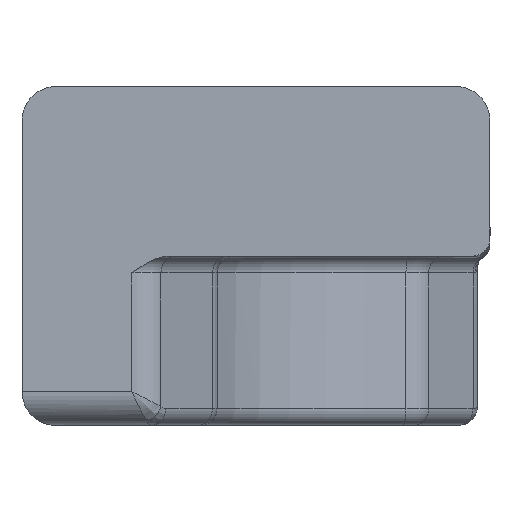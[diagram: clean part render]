
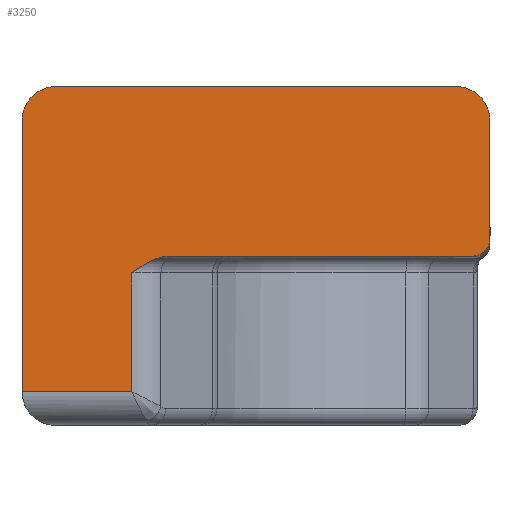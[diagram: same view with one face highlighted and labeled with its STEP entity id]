
A CAD part, front view. The second image highlights one B-rep face of the part: STEP entity #3250.
In plain terms, the highlighted planar face has unit normal (0, -1, 0).
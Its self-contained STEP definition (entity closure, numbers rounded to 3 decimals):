
#13 = CARTESIAN_POINT ( 'NONE',  ( 57.5, 0., 18.5 ) ) ;
#15 = EDGE_LOOP ( 'NONE', ( #2858, #3179, #3479, #3113, #312, #3408, #1008, #384, #471, #167 ) ) ;
#142 = CARTESIAN_POINT ( 'NONE',  ( 10.188, 0., 15.399 ) ) ;
#167 = ORIENTED_EDGE ( 'NONE', *, *, #1733, .T. ) ;
#181 = VERTEX_POINT ( 'NONE', #1902 ) ;
#215 = VERTEX_POINT ( 'NONE', #490 ) ;
#261 = EDGE_CURVE ( 'NONE', #348, #334, #3088, .T. ) ;
#266 = VECTOR ( 'NONE', #3171, 1000. ) ;
#282 = VERTEX_POINT ( 'NONE', #799 ) ;
#309 = CARTESIAN_POINT ( 'NONE',  ( 10., 0., -4. ) ) ;
#312 = ORIENTED_EDGE ( 'NONE', *, *, #2279, .F. ) ;
#334 = VERTEX_POINT ( 'NONE', #882 ) ;
#348 = VERTEX_POINT ( 'NONE', #2304 ) ;
#384 = ORIENTED_EDGE ( 'NONE', *, *, #493, .T. ) ;
#419 = CARTESIAN_POINT ( 'NONE',  ( 9.954, 0., 15.289 ) ) ;
#427 = DIRECTION ( 'NONE',  ( 0., -1., 0. ) ) ;
#453 = LINE ( 'NONE', #1525, #266 ) ;
#471 = ORIENTED_EDGE ( 'NONE', *, *, #2790, .T. ) ;
#473 = CIRCLE ( 'NONE', #1693, 5. ) ;
#490 = CARTESIAN_POINT ( 'NONE',  ( 7.113, 0., 13.5 ) ) ;
#493 = EDGE_CURVE ( 'NONE', #2229, #2153, #1188, .T. ) ;
#534 = FACE_OUTER_BOUND ( 'NONE', #15, .T. ) ;
#668 = CARTESIAN_POINT ( 'NONE',  ( 7.113, 0., -4. ) ) ;
#729 = CARTESIAN_POINT ( 'NONE',  ( 60., 0., 16. ) ) ;
#799 = CARTESIAN_POINT ( 'NONE',  ( 55., 0., 41. ) ) ;
#822 = DIRECTION ( 'NONE',  ( 0., 1., 0. ) ) ;
#882 = CARTESIAN_POINT ( 'NONE',  ( -9.053, 0., 36. ) ) ;
#1001 = CARTESIAN_POINT ( 'NONE',  ( 12.703, 0., 16. ) ) ;
#1008 = ORIENTED_EDGE ( 'NONE', *, *, #2658, .F. ) ;
#1032 = LINE ( 'NONE', #2159, #2671 ) ;
#1057 = EDGE_CURVE ( 'NONE', #181, #282, #473, .T. ) ;
#1059 = CARTESIAN_POINT ( 'NONE',  ( 60., 0., 18.5 ) ) ;
#1128 = AXIS2_PLACEMENT_3D ( 'NONE', #13, #1425, #2548 ) ;
#1151 = DIRECTION ( 'NONE',  ( -1., 0., 0. ) ) ;
#1188 = LINE ( 'NONE', #309, #2538 ) ;
#1242 = CARTESIAN_POINT ( 'NONE',  ( 10.914, 0., 15.688 ) ) ;
#1284 = CARTESIAN_POINT ( 'NONE',  ( 8.807, 0., 14.699 ) ) ;
#1341 = CARTESIAN_POINT ( 'NONE',  ( 55., 0., 36. ) ) ;
#1425 = DIRECTION ( 'NONE',  ( 0., -1., 0. ) ) ;
#1477 = CIRCLE ( 'NONE', #1128, 2.5 ) ;
#1525 = CARTESIAN_POINT ( 'NONE',  ( -10., 0., 41. ) ) ;
#1682 = VERTEX_POINT ( 'NONE', #2806 ) ;
#1687 = CARTESIAN_POINT ( 'NONE',  ( 7.113, 0., 13.5 ) ) ;
#1693 = AXIS2_PLACEMENT_3D ( 'NONE', #1341, #1935, #1151 ) ;
#1733 = EDGE_CURVE ( 'NONE', #215, #1757, #3333, .T. ) ;
#1757 = VERTEX_POINT ( 'NONE', #1001 ) ;
#1902 = CARTESIAN_POINT ( 'NONE',  ( 60., 0., 36. ) ) ;
#1919 = CARTESIAN_POINT ( 'NONE',  ( -9.053, 0., -9. ) ) ;
#1935 = DIRECTION ( 'NONE',  ( 0., -1., 0. ) ) ;
#1945 = DIRECTION ( 'NONE',  ( -1., 0., 0. ) ) ;
#1949 = DIRECTION ( 'NONE',  ( 0., 0., 1. ) ) ;
#2006 = LINE ( 'NONE', #3133, #3089 ) ;
#2081 = AXIS2_PLACEMENT_3D ( 'NONE', #3299, #427, #2457 ) ;
#2153 = VERTEX_POINT ( 'NONE', #668 ) ;
#2159 = CARTESIAN_POINT ( 'NONE',  ( 60., 0., 16. ) ) ;
#2188 = AXIS2_PLACEMENT_3D ( 'NONE', #3349, #822, #1945 ) ;
#2229 = VERTEX_POINT ( 'NONE', #3502 ) ;
#2279 = EDGE_CURVE ( 'NONE', #348, #282, #453, .T. ) ;
#2304 = CARTESIAN_POINT ( 'NONE',  ( -4.053, 0., 41. ) ) ;
#2365 = CARTESIAN_POINT ( 'NONE',  ( 12.703, 0., 16. ) ) ;
#2427 = CARTESIAN_POINT ( 'NONE',  ( 11.665, 0., 15.91 ) ) ;
#2442 = VECTOR ( 'NONE', #1949, 1000. ) ;
#2457 = DIRECTION ( 'NONE',  ( -1., 0., 0. ) ) ;
#2538 = VECTOR ( 'NONE', #2603, 1000. ) ;
#2548 = DIRECTION ( 'NONE',  ( -1., 0., 0. ) ) ;
#2580 = DIRECTION ( 'NONE',  ( 0., 0., 1. ) ) ;
#2603 = DIRECTION ( 'NONE',  ( 1., 0., 0. ) ) ;
#2658 = EDGE_CURVE ( 'NONE', #2229, #334, #3095, .T. ) ;
#2671 = VECTOR ( 'NONE', #3279, 1000. ) ;
#2790 = EDGE_CURVE ( 'NONE', #2153, #215, #2006, .T. ) ;
#2806 = CARTESIAN_POINT ( 'NONE',  ( 57.5, 0., 16. ) ) ;
#2858 = ORIENTED_EDGE ( 'NONE', *, *, #3148, .T. ) ;
#2932 = DIRECTION ( 'NONE',  ( 1., 0., 0. ) ) ;
#3073 = PLANE ( 'NONE',  #2188 ) ;
#3088 = CIRCLE ( 'NONE', #2081, 5. ) ;
#3089 = VECTOR ( 'NONE', #2580, 1000. ) ;
#3092 = EDGE_CURVE ( 'NONE', #3266, #181, #1032, .T. ) ;
#3095 = LINE ( 'NONE', #1919, #2442 ) ;
#3113 = ORIENTED_EDGE ( 'NONE', *, *, #1057, .T. ) ;
#3133 = CARTESIAN_POINT ( 'NONE',  ( 7.113, 0., 16. ) ) ;
#3148 = EDGE_CURVE ( 'NONE', #1757, #1682, #3470, .T. ) ;
#3171 = DIRECTION ( 'NONE',  ( 1., 0., 0. ) ) ;
#3179 = ORIENTED_EDGE ( 'NONE', *, *, #3431, .T. ) ;
#3250 = ADVANCED_FACE ( 'NONE', ( #534 ), #3073, .F. ) ;
#3266 = VERTEX_POINT ( 'NONE', #1059 ) ;
#3279 = DIRECTION ( 'NONE',  ( 0., 0., 1. ) ) ;
#3291 = CARTESIAN_POINT ( 'NONE',  ( 7.96, 0., 14.099 ) ) ;
#3299 = CARTESIAN_POINT ( 'NONE',  ( -4.053, 0., 36. ) ) ;
#3333 = B_SPLINE_CURVE_WITH_KNOTS ( 'NONE', 3,
 ( #1687, #3291, #1284, #419, #142, #3531, #1242, #2427, #3511, #2365 ),
 .UNSPECIFIED., .F., .F.,
 ( 4, 2, 2, 2, 4 ),
 ( 0., 0.003, 0.004, 0.005, 0.006 ),
 .UNSPECIFIED. ) ;
#3349 = CARTESIAN_POINT ( 'NONE',  ( 0., 0., -7. ) ) ;
#3408 = ORIENTED_EDGE ( 'NONE', *, *, #261, .T. ) ;
#3421 = VECTOR ( 'NONE', #2932, 1000. ) ;
#3431 = EDGE_CURVE ( 'NONE', #1682, #3266, #1477, .T. ) ;
#3470 = LINE ( 'NONE', #729, #3421 ) ;
#3479 = ORIENTED_EDGE ( 'NONE', *, *, #3092, .T. ) ;
#3502 = CARTESIAN_POINT ( 'NONE',  ( -9.053, 0., -4. ) ) ;
#3511 = CARTESIAN_POINT ( 'NONE',  ( 12.177, 0., 16. ) ) ;
#3531 = CARTESIAN_POINT ( 'NONE',  ( 10.667, 0., 15.598 ) ) ;
